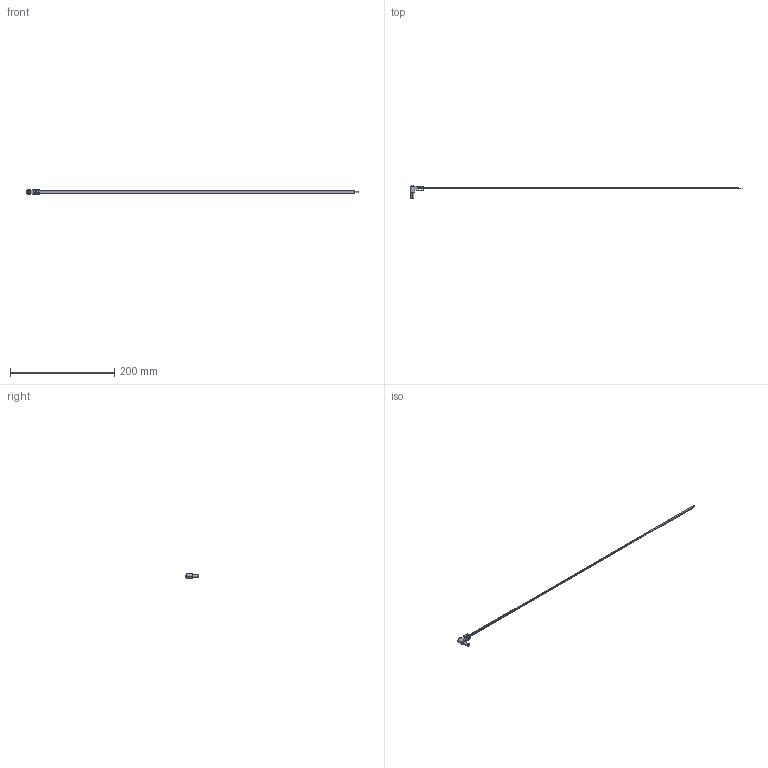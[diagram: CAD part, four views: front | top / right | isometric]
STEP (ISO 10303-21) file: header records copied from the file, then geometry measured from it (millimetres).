
FILE_DESCRIPTION (( 'STEP AP214' ), '1' );
FILE_NAME ('172-4207.STEP', '2019-12-04T12:01:06', ( '' ), ( '' ), 'SwSTEP 2.0', 'SolidWorks 2017', '' );
FILE_SCHEMA (( 'AUTOMOTIVE_DESIGN' ));
Length unit declared in the file: millimetre
Products named in the file (1): 172-4207
Bounding box: 636.1 x 25.1 x 9.15 mm (x, y, z)
Volume: 5835.6 mm3; surface area: 8812.9 mm2
Topology: 6 solids, 6 shells, 106 faces, 275 edges, 182 vertices
Faces by surface type: plane 83, cylinder 17, cone 6
Entity records: 3298 total; most frequent: CARTESIAN_POINT 564, ORIENTED_EDGE 550, DIRECTION 533, EDGE_CURVE 275, LINE 231, VECTOR 231, VERTEX_POINT 182, AXIS2_PLACEMENT_3D 151
